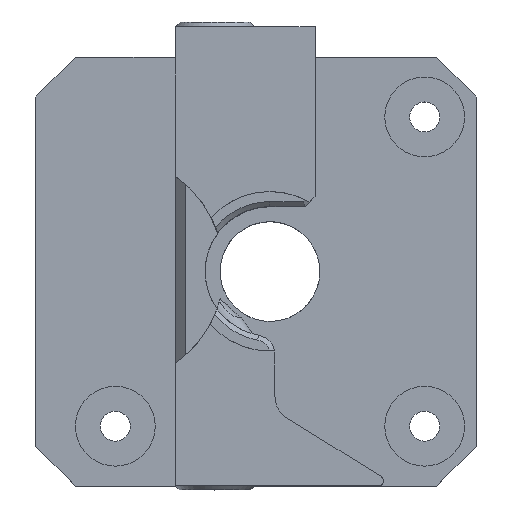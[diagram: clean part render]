
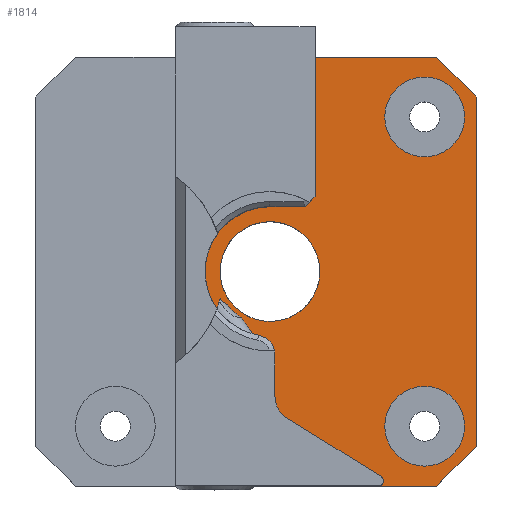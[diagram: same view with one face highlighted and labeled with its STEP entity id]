
A CAD part, top view. The second image highlights one B-rep face of the part: STEP entity #1814.
In plain terms, the highlighted planar face has unit normal (0, 0, 1).
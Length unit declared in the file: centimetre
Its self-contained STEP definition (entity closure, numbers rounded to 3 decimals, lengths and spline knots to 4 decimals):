
#138=LINE('',#2921,#277);
#144=LINE('',#2931,#283);
#152=LINE('',#2949,#291);
#154=LINE('',#2954,#293);
#156=LINE('',#2957,#295);
#160=LINE('',#3042,#299);
#206=LINE('',#3942,#345);
#209=LINE('',#4204,#348);
#213=LINE('',#4210,#352);
#214=LINE('',#4212,#353);
#277=VECTOR('',#2223,1.);
#283=VECTOR('',#2231,1.);
#291=VECTOR('',#2249,1.);
#293=VECTOR('',#2253,1.);
#295=VECTOR('',#2257,1.);
#299=VECTOR('',#2263,1.);
#345=VECTOR('',#2445,1.);
#348=VECTOR('',#2456,1.);
#352=VECTOR('',#2462,1.);
#353=VECTOR('',#2465,1.);
#423=PLANE('',#1988);
#456=FACE_BOUND('',#692,.T.);
#457=FACE_BOUND('',#693,.T.);
#458=FACE_BOUND('',#694,.T.);
#559=FACE_OUTER_BOUND('',#691,.T.);
#691=EDGE_LOOP('',(#1673,#1674,#1675,#1676,#1677,#1678,#1679,#1680,#1681,
#1682,#1683,#1684,#1685,#1686));
#692=EDGE_LOOP('',(#1687));
#693=EDGE_LOOP('',(#1688));
#694=EDGE_LOOP('',(#1689));
#731=CIRCLE('',#1874,0.2);
#743=CIRCLE('',#1895,0.5);
#744=CIRCLE('',#1909,0.25);
#745=CIRCLE('',#1915,0.65);
#762=CIRCLE('',#1973,0.4);
#763=CIRCLE('',#1975,0.4);
#767=CIRCLE('',#1983,0.05);
#843=VERTEX_POINT('',#2831);
#844=VERTEX_POINT('',#2833);
#864=VERTEX_POINT('',#2883);
#873=VERTEX_POINT('',#2918);
#874=VERTEX_POINT('',#2920);
#877=VERTEX_POINT('',#2929);
#880=VERTEX_POINT('',#2941);
#881=VERTEX_POINT('',#2942);
#882=VERTEX_POINT('',#2947);
#883=VERTEX_POINT('',#2951);
#884=VERTEX_POINT('',#2953);
#888=VERTEX_POINT('',#3040);
#942=VERTEX_POINT('',#3928);
#943=VERTEX_POINT('',#3931);
#947=VERTEX_POINT('',#3944);
#948=VERTEX_POINT('',#4201);
#949=VERTEX_POINT('',#4203);
#1034=EDGE_CURVE('',#843,#844,#731,.F.);
#1055=EDGE_CURVE('',#864,#864,#743,.T.);
#1073=EDGE_CURVE('',#873,#874,#138,.T.);
#1079=EDGE_CURVE('',#873,#877,#144,.T.);
#1084=EDGE_CURVE('',#880,#881,#744,.T.);
#1088=EDGE_CURVE('',#881,#882,#152,.T.);
#1090=EDGE_CURVE('',#883,#884,#154,.F.);
#1092=EDGE_CURVE('',#877,#884,#156,.T.);
#1098=EDGE_CURVE('',#888,#883,#160,.T.);
#1099=EDGE_CURVE('',#844,#888,#745,.T.);
#1185=EDGE_CURVE('',#942,#942,#762,.T.);
#1186=EDGE_CURVE('',#943,#943,#763,.T.);
#1190=EDGE_CURVE('',#880,#843,#206,.T.);
#1192=EDGE_CURVE('',#947,#882,#767,.F.);
#1196=EDGE_CURVE('',#948,#949,#209,.T.);
#1200=EDGE_CURVE('',#947,#949,#213,.T.);
#1201=EDGE_CURVE('',#948,#874,#214,.F.);
#1673=ORIENTED_EDGE('',*,*,#1084,.T.);
#1674=ORIENTED_EDGE('',*,*,#1088,.T.);
#1675=ORIENTED_EDGE('',*,*,#1192,.F.);
#1676=ORIENTED_EDGE('',*,*,#1200,.T.);
#1677=ORIENTED_EDGE('',*,*,#1196,.F.);
#1678=ORIENTED_EDGE('',*,*,#1201,.T.);
#1679=ORIENTED_EDGE('',*,*,#1073,.F.);
#1680=ORIENTED_EDGE('',*,*,#1079,.T.);
#1681=ORIENTED_EDGE('',*,*,#1092,.T.);
#1682=ORIENTED_EDGE('',*,*,#1090,.F.);
#1683=ORIENTED_EDGE('',*,*,#1098,.F.);
#1684=ORIENTED_EDGE('',*,*,#1099,.F.);
#1685=ORIENTED_EDGE('',*,*,#1034,.F.);
#1686=ORIENTED_EDGE('',*,*,#1190,.F.);
#1687=ORIENTED_EDGE('',*,*,#1055,.T.);
#1688=ORIENTED_EDGE('',*,*,#1185,.T.);
#1689=ORIENTED_EDGE('',*,*,#1186,.T.);
#1814=ADVANCED_FACE('',(#559,#456,#457,#458),#423,.T.);
#1874=AXIS2_PLACEMENT_3D('',#2834,#2135,#2136);
#1895=AXIS2_PLACEMENT_3D('',#2884,#2186,#2187);
#1909=AXIS2_PLACEMENT_3D('',#2943,#2242,#2243);
#1915=AXIS2_PLACEMENT_3D('',#3044,#2266,#2267);
#1973=AXIS2_PLACEMENT_3D('',#3929,#2427,#2428);
#1975=AXIS2_PLACEMENT_3D('',#3932,#2431,#2432);
#1983=AXIS2_PLACEMENT_3D('',#3946,#2449,#2450);
#1988=AXIS2_PLACEMENT_3D('',#4213,#2466,#2467);
#2135=DIRECTION('center_axis',(0.,0.,-1.));
#2136=DIRECTION('ref_axis',(0.767,0.642,0.));
#2186=DIRECTION('center_axis',(0.,0.,-1.));
#2187=DIRECTION('ref_axis',(1.,0.,0.));
#2223=DIRECTION('',(0.707,-0.707,0.));
#2231=DIRECTION('',(-1.,0.,0.));
#2242=DIRECTION('center_axis',(0.,0.,1.));
#2243=DIRECTION('ref_axis',(-0.874,-0.486,0.));
#2249=DIRECTION('',(0.849,-0.528,0.));
#2253=DIRECTION('',(-0.707,-0.707,0.));
#2257=DIRECTION('',(0.,-1.,0.));
#2263=DIRECTION('',(1.,0.,0.));
#2266=DIRECTION('center_axis',(0.,0.,-1.));
#2267=DIRECTION('ref_axis',(1.,0.,0.));
#2427=DIRECTION('center_axis',(0.,0.,-1.));
#2428=DIRECTION('ref_axis',(1.,0.,0.));
#2431=DIRECTION('center_axis',(0.,0.,-1.));
#2432=DIRECTION('ref_axis',(1.,0.,0.));
#2445=DIRECTION('',(0.,1.,0.));
#2449=DIRECTION('center_axis',(0.,0.,-1.));
#2450=DIRECTION('ref_axis',(0.962,-0.274,0.));
#2456=DIRECTION('',(-0.707,-0.707,0.));
#2462=DIRECTION('',(1.,0.,0.));
#2465=DIRECTION('',(0.,-1.,0.));
#2466=DIRECTION('center_axis',(0.,0.,1.));
#2467=DIRECTION('ref_axis',(1.,0.,0.));
#2831=CARTESIAN_POINT('',(1.1,-1.8367,0.5));
#2833=CARTESIAN_POINT('',(0.9353,-1.6398,0.5));
#2834=CARTESIAN_POINT('Origin',(0.9,-1.8367,0.5));
#2883=CARTESIAN_POINT('',(1.502,-0.7862,0.5));
#2884=CARTESIAN_POINT('Origin',(1.05,-1.,0.5));
#2918=CARTESIAN_POINT('',(2.7197,1.15,0.5));
#2920=CARTESIAN_POINT('',(3.1197,0.75,0.5));
#2921=CARTESIAN_POINT('',(2.9398,0.9299,0.5));
#2929=CARTESIAN_POINT('',(1.502,1.15,0.5));
#2931=CARTESIAN_POINT('',(3.2,1.15,0.5));
#2941=CARTESIAN_POINT('',(1.1,-2.2567,0.5));
#2942=CARTESIAN_POINT('',(1.218,-2.4691,0.5));
#2943=CARTESIAN_POINT('Origin',(1.35,-2.2567,0.5));
#2947=CARTESIAN_POINT('',(2.1649,-3.0575,0.5));
#2949=CARTESIAN_POINT('',(0.9701,-2.315,0.5));
#2951=CARTESIAN_POINT('',(1.402,-0.35,0.5));
#2953=CARTESIAN_POINT('',(1.502,-0.25,0.5));
#2954=CARTESIAN_POINT('',(1.1765,-0.5755,0.5));
#2957=CARTESIAN_POINT('',(1.502,-1.,0.5));
#3040=CARTESIAN_POINT('',(1.05,-0.35,0.5));
#3042=CARTESIAN_POINT('',(1.45,-0.35,0.5));
#3044=CARTESIAN_POINT('Origin',(1.05,-1.,0.5));
#3928=CARTESIAN_POINT('',(3.,-2.55,0.5));
#3929=CARTESIAN_POINT('Origin',(2.6,-2.55,0.5));
#3931=CARTESIAN_POINT('',(3.,0.55,0.5));
#3932=CARTESIAN_POINT('Origin',(2.6,0.55,0.5));
#3942=CARTESIAN_POINT('',(1.1,-1.76,0.5));
#3944=CARTESIAN_POINT('',(2.1386,-3.15,0.5));
#3946=CARTESIAN_POINT('Origin',(2.1386,-3.1,0.5));
#4201=CARTESIAN_POINT('',(3.1197,-2.75,0.5));
#4203=CARTESIAN_POINT('',(2.7197,-3.15,0.5));
#4204=CARTESIAN_POINT('',(2.9398,-2.9299,0.5));
#4210=CARTESIAN_POINT('',(-1.1,-3.15,0.5));
#4212=CARTESIAN_POINT('',(3.1197,-2.075,0.5));
#4213=CARTESIAN_POINT('Origin',(1.05,-1.,0.5));
